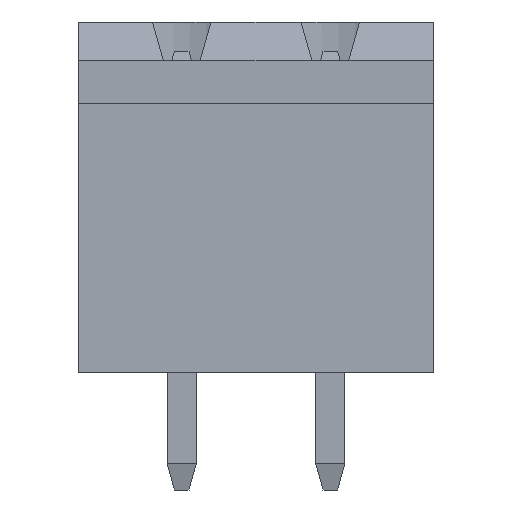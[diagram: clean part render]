
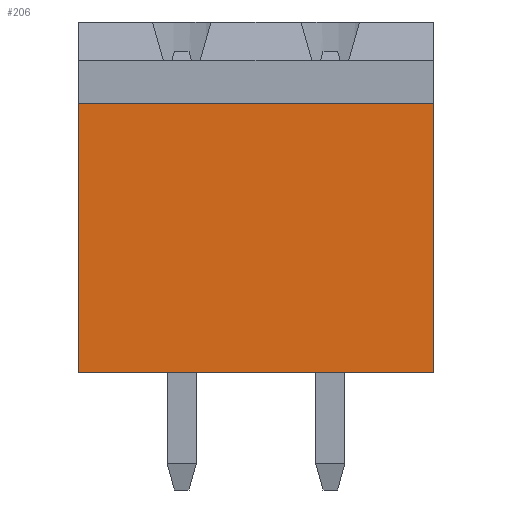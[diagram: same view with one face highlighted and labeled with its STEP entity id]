
A CAD part, front view. The second image highlights one B-rep face of the part: STEP entity #206.
In plain terms, the highlighted planar face has unit normal (0, -1, 0).
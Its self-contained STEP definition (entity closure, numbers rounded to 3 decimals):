
#206 = ADVANCED_FACE( '', ( #456 ), #457, .T. );
#456 = FACE_OUTER_BOUND( '', #763, .T. );
#457 = PLANE( '', #764 );
#763 = EDGE_LOOP( '', ( #1171, #1172, #1173, #1174 ) );
#764 = AXIS2_PLACEMENT_3D( '', #1175, #1176, #1177 );
#1171 = ORIENTED_EDGE( '', *, *, #2002, .F. );
#1172 = ORIENTED_EDGE( '', *, *, #1976, .F. );
#1173 = ORIENTED_EDGE( '', *, *, #2003, .T. );
#1174 = ORIENTED_EDGE( '', *, *, #2004, .T. );
#1175 = CARTESIAN_POINT( '', ( 6.08, -4.05, -6. ) );
#1176 = DIRECTION( '', ( 0., -1., 0. ) );
#1177 = DIRECTION( '', ( 0., 0., -1. ) );
#1976 = EDGE_CURVE( '', #2393, #2395, #2396, .T. );
#2002 = EDGE_CURVE( '', #2395, #2439, #2440, .T. );
#2003 = EDGE_CURVE( '', #2393, #2441, #2442, .T. );
#2004 = EDGE_CURVE( '', #2441, #2439, #2443, .T. );
#2393 = VERTEX_POINT( '', #2971 );
#2395 = VERTEX_POINT( '', #2974 );
#2396 = LINE( '', #2975, #2976 );
#2439 = VERTEX_POINT( '', #3039 );
#2440 = LINE( '', #3040, #3041 );
#2441 = VERTEX_POINT( '', #3042 );
#2442 = LINE( '', #3043, #3044 );
#2443 = LINE( '', #3045, #3046 );
#2971 = CARTESIAN_POINT( '', ( 6.08, -4.05, -6. ) );
#2974 = CARTESIAN_POINT( '', ( -6.08, -4.05, -6. ) );
#2975 = CARTESIAN_POINT( '', ( 6.08, -4.05, -6. ) );
#2976 = VECTOR( '', #3609, 1000. );
#3039 = CARTESIAN_POINT( '', ( -6.08, -4.05, 3.2 ) );
#3040 = CARTESIAN_POINT( '', ( -6.08, -4.05, -6. ) );
#3041 = VECTOR( '', #3630, 1000. );
#3042 = CARTESIAN_POINT( '', ( 6.08, -4.05, 3.2 ) );
#3043 = CARTESIAN_POINT( '', ( 6.08, -4.05, -6. ) );
#3044 = VECTOR( '', #3631, 1000. );
#3045 = CARTESIAN_POINT( '', ( 6.08, -4.05, 3.2 ) );
#3046 = VECTOR( '', #3632, 1000. );
#3609 = DIRECTION( '', ( -1., 0., 0. ) );
#3630 = DIRECTION( '', ( 0., 0., 1. ) );
#3631 = DIRECTION( '', ( 0., 0., 1. ) );
#3632 = DIRECTION( '', ( -1., 0., 0. ) );
